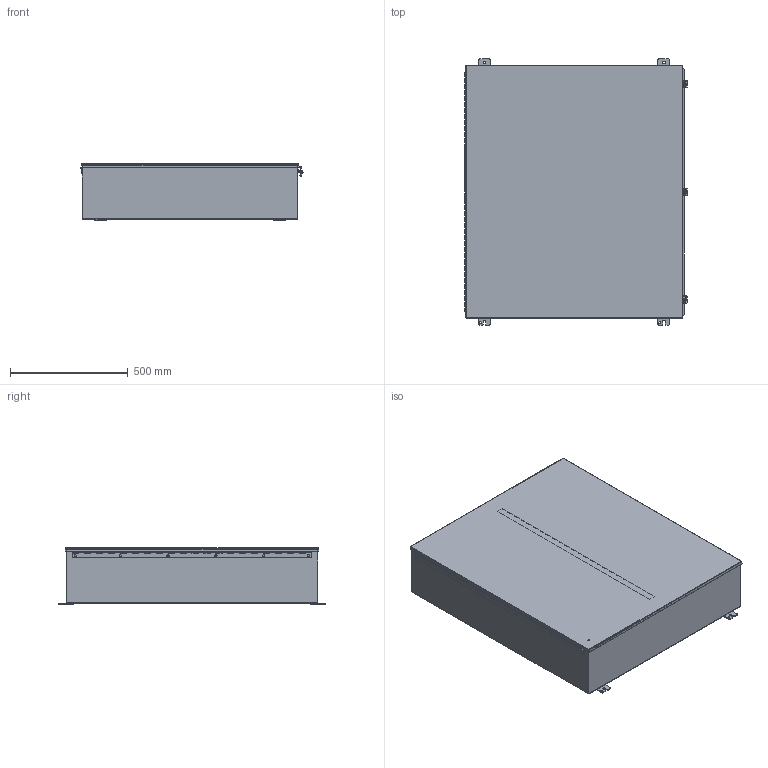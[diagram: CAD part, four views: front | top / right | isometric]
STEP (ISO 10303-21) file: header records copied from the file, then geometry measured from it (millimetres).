
FILE_DESCRIPTION((''),'2;1');
FILE_NAME('B423609CH.iam.stp','2012-02-19T14:18:13',(''),(''),'Autodesk Inventor 2012','Autodesk Inventor 2012','');
FILE_SCHEMA(('AUTOMOTIVE_DESIGN { 1 0 10303 214 1 1 1 1 }'));
Length unit declared in the file: inch
Products named in the file (14): B423609CH; B423609CHBKP; B4236CHLID; H6010104; Hinge Female B(CH) 40 in; Hinge Male B(CH) 40 in; 40 INCH HINGE PIN; 34840; 38846; 388116; 30822; 372134; C1002; 38622
Assembly tree (30 placements, depth 3):
  B423609CH
    B423609CHBKP
    B4236CHLID
    H6010104
      Hinge Female B(CH) 40 in
      Hinge Male B(CH) 40 in
      40 INCH HINGE PIN
    34840  x4
    38846
    388116  x8
    30822  x3
    372134  x3
    C1002  x3
    38622  x2
Bounding box: 943.24 x 1130.43 x 239.34 mm (x, y, z)
Volume: 5908962.4 mm3; surface area: 6294082.7 mm2
Topology: 29 solids, 29 shells, 930 faces, 2153 edges, 1346 vertices
Faces by surface type: plane 583, cylinder 267, cone 36, bspline 24, torus 14, sphere 6
Full cylindrical faces by diameter (mm): 2.794 x12, 3.048 x1, 4.978 x3, 6.35 x4, 7.95 x4, 8.382 x16, 8.56 x1, 8.738 x3, 9.525 x6, 10.402 x3, 11.125 x4, 15.875 x8
Entity records: 20538 total; most frequent: CARTESIAN_POINT 4081, DIRECTION 3250, ORIENTED_EDGE 3052, EDGE_CURVE 1526, VECTOR 1098, LINE 1098, AXIS2_PLACEMENT_3D 1076, VERTEX_POINT 968
